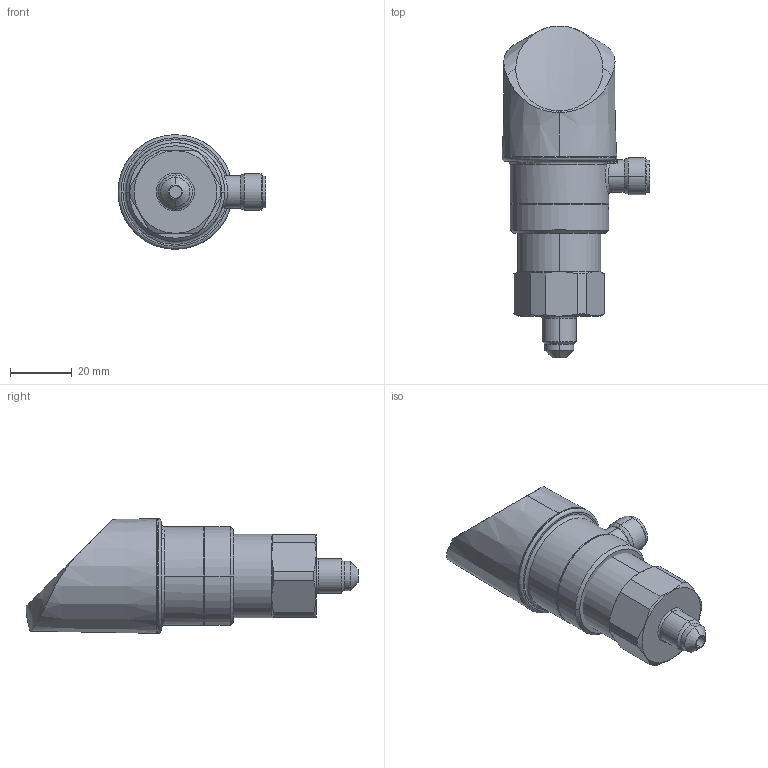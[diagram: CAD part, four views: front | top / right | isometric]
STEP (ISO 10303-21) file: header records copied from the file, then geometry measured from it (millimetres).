
FILE_DESCRIPTION (( 'STEP AP214' ), '1' );
FILE_NAME ('8381.XX.XX.18.35.STEP', '2017-06-27T07:39:50', ( 'upgadmin' ), ( 'Hewlett-Packard Company' ), 'SwSTEP 2.0', 'SolidWorks 2016', '' );
FILE_SCHEMA (( 'AUTOMOTIVE_DESIGN' ));
Length unit declared in the file: millimetre
Products named in the file (5): C30065_18; 8381.XX.XX.18.35; Display-5Pol
Assembly tree (2 placements, depth 2):
  C30065_18
  8381.XX.XX.18.35
    C30065_18
    Display-5Pol
  Display-5Pol
Bounding box: 48 x 107.74 x 37.2 mm (x, y, z)
Volume: 69812.1 mm3; surface area: 14651.7 mm2
Topology: 2 solids, 2 shells, 152 faces, 346 edges, 205 vertices
Faces by surface type: cylinder 51, plane 30, cone 28, torus 24, bspline 17, sphere 2
Entity records: 7749 total; most frequent: CARTESIAN_POINT 3484, DIRECTION 717, ORIENTED_EDGE 684, EDGE_CURVE 342, AXIS2_PLACEMENT_3D 312, VERTEX_POINT 205, CIRCLE 171, EDGE_LOOP 165
